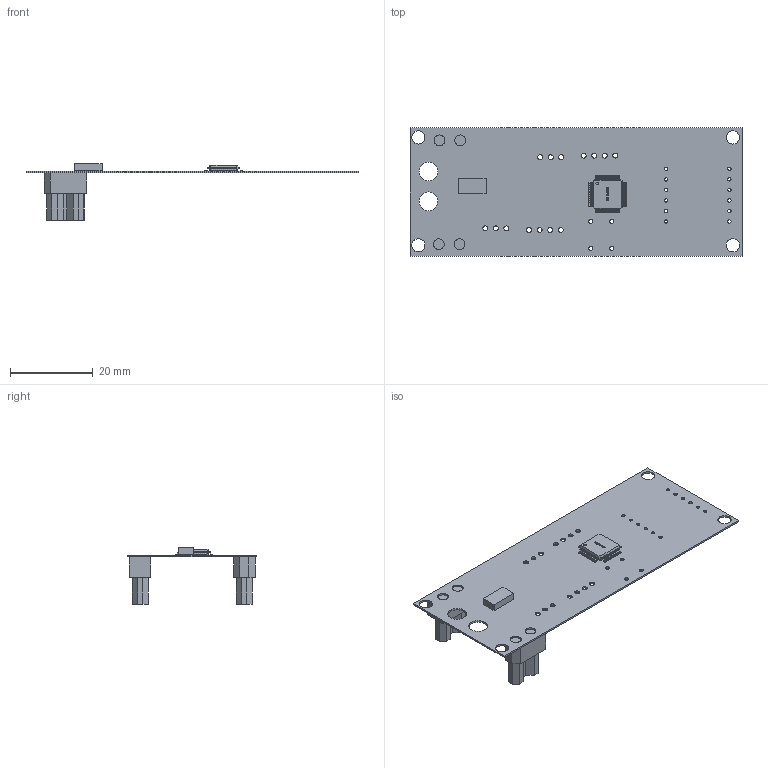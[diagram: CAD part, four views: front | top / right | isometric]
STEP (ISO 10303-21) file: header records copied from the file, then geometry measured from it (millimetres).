
FILE_DESCRIPTION(('Open CASCADE Model'),'2;1');
FILE_NAME('Open CASCADE Shape Model','2019-01-20T09:15:13',('Author'),( 'Open CASCADE'),'Open CASCADE STEP processor 6.8','Open CASCADE 6.8' ,'Unknown');
FILE_SCHEMA(('AUTOMOTIVE_DESIGN { 1 0 10303 214 1 1 1 1 }'));
Length unit declared in the file: millimetre
Products named in the file (18): PCB; Board; J2; 704991528; Extruded; 704991800; J3; 704991664; U2; LQFP48-7x7; LQFP48_7x7__呿极; 竘褐_0.25; LOGO?0.25; U6; 704991936
Assembly tree (65 placements, depth 4):
  PCB
    Board
    J2
      704991528
        Extruded
      704991800
        Extruded
    J3
      704991528
        Extruded
      704991664
        Extruded
    U2
      LQFP48-7x7
        LQFP48_7x7__呿极
        竘褐_0.25  x48
        LOGO?0.25
    U6
      704991936
        Extruded
Bounding box: 80.01 x 30.99 x 13.71 mm (x, y, z)
Volume: 1900.4 mm3; surface area: 6085.1 mm2
Topology: 69 solids, 69 shells, 2800 faces, 5957 edges, 3214 vertices
Faces by surface type: plane 1094, cylinder 1018, torus 384, sphere 240, bspline 64
Full cylindrical faces by diameter (mm): 0.813 x12, 0.965 x4, 1.2 x14, 2.6 x4, 3.2 x4, 4.5 x2
Entity records: 16394 total; most frequent: CARTESIAN_POINT 4721, ORIENTED_EDGE 1850, DIRECTION 1739, EDGE_CURVE 925, LINE 629, VECTOR 629, VERTEX_POINT 597, AXIS2_PLACEMENT_3D 555
